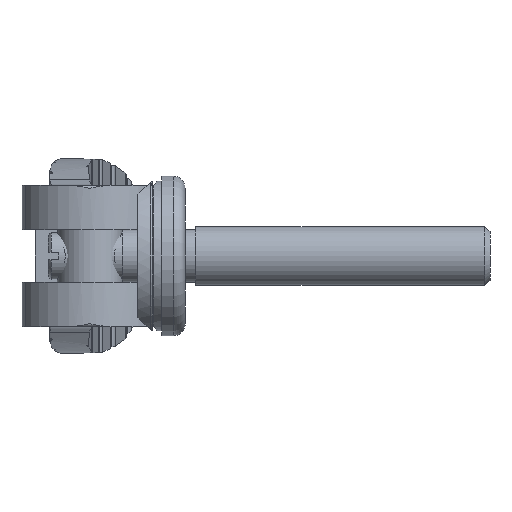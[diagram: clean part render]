
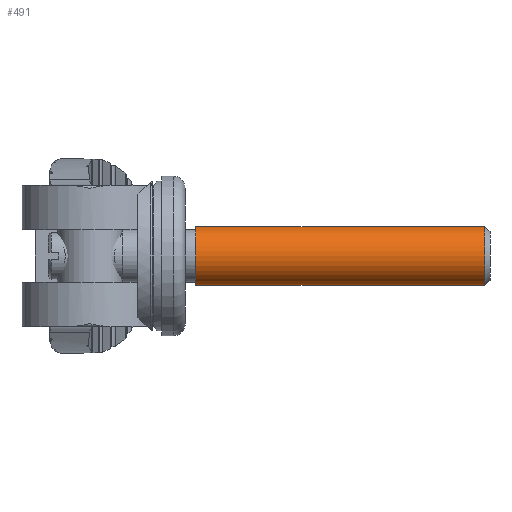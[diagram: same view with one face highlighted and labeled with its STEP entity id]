
A CAD part, left-side view. The second image highlights one B-rep face of the part: STEP entity #491.
In plain terms, the highlighted cylindrical face has radius 5 mm (diameter 10 mm), a full revolution.
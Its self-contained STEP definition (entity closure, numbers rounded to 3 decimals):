
#491 = ADVANCED_FACE( '', ( #978, #979 ), #980, .T. );
#978 = FACE_OUTER_BOUND( '', #1481, .T. );
#979 = FACE_OUTER_BOUND( '', #1482, .T. );
#980 = CYLINDRICAL_SURFACE( '', #1483, 5. );
#1481 = EDGE_LOOP( '', ( #2566 ) );
#1482 = EDGE_LOOP( '', ( #2567 ) );
#1483 = AXIS2_PLACEMENT_3D( '', #2568, #2569, #2570 );
#2566 = ORIENTED_EDGE( '', *, *, #3042, .F. );
#2567 = ORIENTED_EDGE( '', *, *, #3344, .T. );
#2568 = CARTESIAN_POINT( '', ( 0., 0., 0. ) );
#2569 = DIRECTION( '', ( 0., 1., 0. ) );
#2570 = DIRECTION( '', ( 0., 0., -1. ) );
#3042 = EDGE_CURVE( '', #3609, #3609, #3610, .T. );
#3344 = EDGE_CURVE( '', #4106, #4106, #4107, .T. );
#3609 = VERTEX_POINT( '', #4518 );
#3610 = CIRCLE( '', #4519, 5. );
#4106 = VERTEX_POINT( '', #5646 );
#4107 = CIRCLE( '', #5647, 5. );
#4518 = CARTESIAN_POINT( '', ( 0., 0.92, -5. ) );
#4519 = AXIS2_PLACEMENT_3D( '', #6199, #6200, #6201 );
#5646 = CARTESIAN_POINT( '', ( 0., 50., -5. ) );
#5647 = AXIS2_PLACEMENT_3D( '', #6551, #6552, #6553 );
#6199 = CARTESIAN_POINT( '', ( 0., 0.92, 0. ) );
#6200 = DIRECTION( '', ( 0., -1., 0. ) );
#6201 = DIRECTION( '', ( 0., 0., -1. ) );
#6551 = CARTESIAN_POINT( '', ( 0., 50., 0. ) );
#6552 = DIRECTION( '', ( 0., -1., 0. ) );
#6553 = DIRECTION( '', ( 0., 0., -1. ) );
